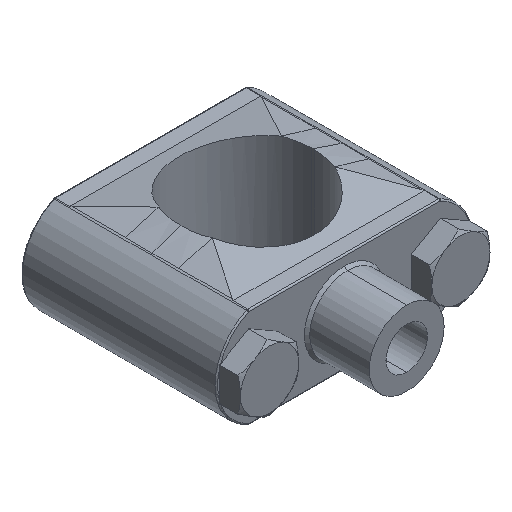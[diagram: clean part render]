
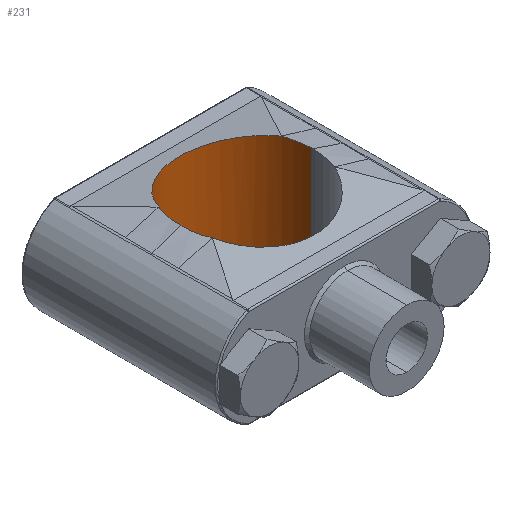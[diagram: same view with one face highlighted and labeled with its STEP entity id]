
A CAD part, isometric view. The second image highlights one B-rep face of the part: STEP entity #231.
In plain terms, the highlighted cylindrical face has radius 12.675 mm (diameter 25.349 mm), a partial arc.
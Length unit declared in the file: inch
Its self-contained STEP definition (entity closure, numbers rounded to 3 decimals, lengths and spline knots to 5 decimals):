
#62 = ORIENTED_EDGE ( 'NONE', *, *, #3774, .T. ) ;
#94 = DIRECTION ( 'NONE',  ( 0., 0., -1. ) ) ;
#130 = VERTEX_POINT ( 'NONE', #1449 ) ;
#186 = EDGE_CURVE ( 'NONE', #2913, #471, #951, .T. ) ;
#208 = LINE ( 'NONE', #3730, #2769 ) ;
#216 = CARTESIAN_POINT ( 'NONE',  ( -0.47407, 0.78408, 0.44806 ) ) ;
#231 = ADVANCED_FACE ( 'NONE', ( #1842 ), #4009, .F. ) ;
#362 = CARTESIAN_POINT ( 'NONE',  ( -0.499, 0.625, -0.44931 ) ) ;
#471 = VERTEX_POINT ( 'NONE', #2019 ) ;
#496 =( BOUNDED_CURVE ( )  B_SPLINE_CURVE ( 3, ( #3965, #2995, #3947, #2228 ),
 .UNSPECIFIED., .F., .T. ) 
 B_SPLINE_CURVE_WITH_KNOTS ( ( 4, 4 ),
 ( 1.95925, 4.32394 ),
 .UNSPECIFIED. ) 
 CURVE ( )  GEOMETRIC_REPRESENTATION_ITEM ( )  RATIONAL_B_SPLINE_CURVE ( ( 1., 0.586, 0.586, 1. ) ) 
 REPRESENTATION_ITEM ( '' )  );
#502 = DIRECTION ( 'NONE',  ( -1., 0., 0. ) ) ;
#645 = CARTESIAN_POINT ( 'NONE',  ( -0.46182, 0.814, 0.45 ) ) ;
#669 = B_SPLINE_CURVE_WITH_KNOTS ( 'NONE', 3,
 ( #362, #3974, #1443, #1840, #3295, #1787 ),
 .UNSPECIFIED., .F., .F.,
 ( 4, 2, 4 ),
 ( 0., 0.00246, 0.00493 ),
 .UNSPECIFIED. ) ;
#693 = EDGE_CURVE ( 'NONE', #2459, #2913, #3923, .T. ) ;
#839 = CARTESIAN_POINT ( 'NONE',  ( -0.499, 0.625, -0.44931 ) ) ;
#951 = B_SPLINE_CURVE_WITH_KNOTS ( 'NONE', 3,
 ( #2313, #2660, #2676, #3360, #1528, #3041 ),
 .UNSPECIFIED., .F., .F.,
 ( 4, 2, 4 ),
 ( 0., 0.00246, 0.00493 ),
 .UNSPECIFIED. ) ;
#1149 = VERTEX_POINT ( 'NONE', #3915 ) ;
#1159 = EDGE_CURVE ( 'NONE', #2758, #130, #3189, .T. ) ;
#1181 = ORIENTED_EDGE ( 'NONE', *, *, #693, .F. ) ;
#1330 = CARTESIAN_POINT ( 'NONE',  ( 0.26277, 1.30039, 0.36189 ) ) ;
#1361 = AXIS2_PLACEMENT_3D ( 'NONE', #4105, #4500, #502 ) ;
#1428 = DIRECTION ( 'NONE',  ( 0., 0., -1. ) ) ;
#1443 = CARTESIAN_POINT ( 'NONE',  ( -0.49585, 0.68965, -0.44652 ) ) ;
#1449 = CARTESIAN_POINT ( 'NONE',  ( 0.46182, 0.814, 0.45 ) ) ;
#1528 = CARTESIAN_POINT ( 'NONE',  ( 0.47407, 0.78408, -0.44806 ) ) ;
#1645 = CARTESIAN_POINT ( 'NONE',  ( -0.499, 0.625, 0.44931 ) ) ;
#1782 = VERTEX_POINT ( 'NONE', #4452 ) ;
#1786 = ORIENTED_EDGE ( 'NONE', *, *, #4503, .T. ) ;
#1787 = CARTESIAN_POINT ( 'NONE',  ( -0.46182, 0.814, -0.45 ) ) ;
#1840 = CARTESIAN_POINT ( 'NONE',  ( -0.48334, 0.75317, -0.4469 ) ) ;
#1842 = FACE_OUTER_BOUND ( 'NONE', #4295, .T. ) ;
#1878 = VECTOR ( 'NONE', #1428, 39.37008 ) ;
#2019 = CARTESIAN_POINT ( 'NONE',  ( 0.46182, 0.814, -0.45 ) ) ;
#2029 = CARTESIAN_POINT ( 'NONE',  ( -0.499, 0.65733, 0.44731 ) ) ;
#2063 = CARTESIAN_POINT ( 'NONE',  ( -0.46182, 0.814, 0.45 ) ) ;
#2075 = EDGE_CURVE ( 'NONE', #471, #1782, #496, .T. ) ;
#2228 = CARTESIAN_POINT ( 'NONE',  ( -0.46182, 0.814, -0.45 ) ) ;
#2231 = EDGE_CURVE ( 'NONE', #2459, #130, #3048, .T. ) ;
#2313 = CARTESIAN_POINT ( 'NONE',  ( 0.499, 0.625, -0.44931 ) ) ;
#2389 = CARTESIAN_POINT ( 'NONE',  ( -0.48334, 0.75317, 0.4469 ) ) ;
#2404 = CARTESIAN_POINT ( 'NONE',  ( -0.46182, 0.814, 0.45 ) ) ;
#2406 = ORIENTED_EDGE ( 'NONE', *, *, #1159, .F. ) ;
#2433 = CARTESIAN_POINT ( 'NONE',  ( 0.499, 0.625, 0.44931 ) ) ;
#2442 = CARTESIAN_POINT ( 'NONE',  ( 0.46182, 0.814, 0.45 ) ) ;
#2459 = VERTEX_POINT ( 'NONE', #2433 ) ;
#2483 = CARTESIAN_POINT ( 'NONE',  ( 0.499, 0.65733, 0.44731 ) ) ;
#2660 = CARTESIAN_POINT ( 'NONE',  ( 0.499, 0.65733, -0.44731 ) ) ;
#2676 = CARTESIAN_POINT ( 'NONE',  ( 0.49585, 0.68965, -0.44652 ) ) ;
#2758 = VERTEX_POINT ( 'NONE', #2063 ) ;
#2769 = VECTOR ( 'NONE', #94, 39.37008 ) ;
#2801 = CARTESIAN_POINT ( 'NONE',  ( 0.47407, 0.78408, 0.44806 ) ) ;
#2905 = CARTESIAN_POINT ( 'NONE',  ( 0.499, 0.625, 1.405 ) ) ;
#2913 = VERTEX_POINT ( 'NONE', #4189 ) ;
#2995 = CARTESIAN_POINT ( 'NONE',  ( 0.26277, 1.30039, -0.36189 ) ) ;
#3041 = CARTESIAN_POINT ( 'NONE',  ( 0.46182, 0.814, -0.45 ) ) ;
#3048 = B_SPLINE_CURVE_WITH_KNOTS ( 'NONE', 3,
 ( #4673, #2483, #3945, #4630, #2801, #2442 ),
 .UNSPECIFIED., .F., .F.,
 ( 4, 2, 4 ),
 ( 0., 0.00246, 0.00493 ),
 .UNSPECIFIED. ) ;
#3189 =( BOUNDED_CURVE ( )  B_SPLINE_CURVE ( 3, ( #645, #4249, #1330, #3567 ),
 .UNSPECIFIED., .F., .T. ) 
 B_SPLINE_CURVE_WITH_KNOTS ( ( 4, 4 ),
 ( 5.10084, 7.46553 ),
 .UNSPECIFIED. ) 
 CURVE ( )  GEOMETRIC_REPRESENTATION_ITEM ( )  RATIONAL_B_SPLINE_CURVE ( ( 1., 0.586, 0.586, 1. ) ) 
 REPRESENTATION_ITEM ( '' )  );
#3295 = CARTESIAN_POINT ( 'NONE',  ( -0.47407, 0.78408, -0.44806 ) ) ;
#3323 = EDGE_CURVE ( 'NONE', #1149, #2758, #4303, .T. ) ;
#3360 = CARTESIAN_POINT ( 'NONE',  ( 0.48334, 0.75317, -0.4469 ) ) ;
#3379 = ORIENTED_EDGE ( 'NONE', *, *, #2075, .F. ) ;
#3550 = ORIENTED_EDGE ( 'NONE', *, *, #2231, .T. ) ;
#3567 = CARTESIAN_POINT ( 'NONE',  ( 0.46182, 0.814, 0.45 ) ) ;
#3730 = CARTESIAN_POINT ( 'NONE',  ( -0.499, 0.625, 1.405 ) ) ;
#3774 = EDGE_CURVE ( 'NONE', #4337, #1782, #669, .T. ) ;
#3825 = ORIENTED_EDGE ( 'NONE', *, *, #3323, .F. ) ;
#3915 = CARTESIAN_POINT ( 'NONE',  ( -0.499, 0.625, 0.44931 ) ) ;
#3923 = LINE ( 'NONE', #2905, #1878 ) ;
#3945 = CARTESIAN_POINT ( 'NONE',  ( 0.49585, 0.68965, 0.44652 ) ) ;
#3947 = CARTESIAN_POINT ( 'NONE',  ( -0.26277, 1.30039, -0.36189 ) ) ;
#3965 = CARTESIAN_POINT ( 'NONE',  ( 0.46182, 0.814, -0.45 ) ) ;
#3974 = CARTESIAN_POINT ( 'NONE',  ( -0.499, 0.65733, -0.44731 ) ) ;
#4009 = CYLINDRICAL_SURFACE ( 'NONE', #1361, 0.499 ) ;
#4105 = CARTESIAN_POINT ( 'NONE',  ( 0., 0.625, 1.405 ) ) ;
#4183 = ORIENTED_EDGE ( 'NONE', *, *, #186, .F. ) ;
#4189 = CARTESIAN_POINT ( 'NONE',  ( 0.499, 0.625, -0.44931 ) ) ;
#4249 = CARTESIAN_POINT ( 'NONE',  ( -0.26277, 1.30039, 0.36189 ) ) ;
#4295 = EDGE_LOOP ( 'NONE', ( #62, #3379, #4183, #1181, #3550, #2406, #3825, #1786 ) ) ;
#4303 = B_SPLINE_CURVE_WITH_KNOTS ( 'NONE', 3,
 ( #1645, #2029, #4577, #2389, #216, #2404 ),
 .UNSPECIFIED., .F., .F.,
 ( 4, 2, 4 ),
 ( 0., 0.00246, 0.00493 ),
 .UNSPECIFIED. ) ;
#4337 = VERTEX_POINT ( 'NONE', #839 ) ;
#4452 = CARTESIAN_POINT ( 'NONE',  ( -0.46182, 0.814, -0.45 ) ) ;
#4500 = DIRECTION ( 'NONE',  ( 0., 0., -1. ) ) ;
#4503 = EDGE_CURVE ( 'NONE', #1149, #4337, #208, .T. ) ;
#4577 = CARTESIAN_POINT ( 'NONE',  ( -0.49585, 0.68965, 0.44652 ) ) ;
#4630 = CARTESIAN_POINT ( 'NONE',  ( 0.48334, 0.75317, 0.4469 ) ) ;
#4673 = CARTESIAN_POINT ( 'NONE',  ( 0.499, 0.625, 0.44931 ) ) ;
